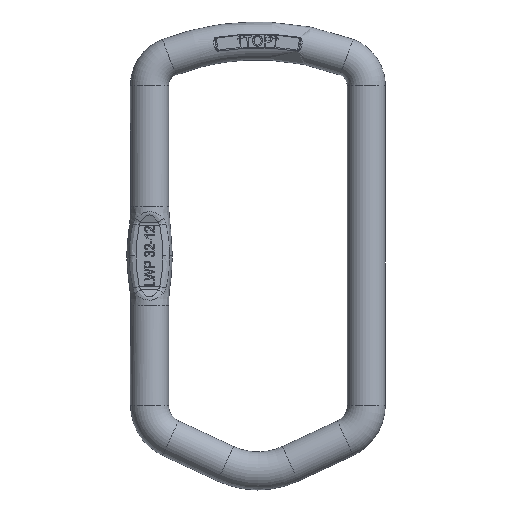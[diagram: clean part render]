
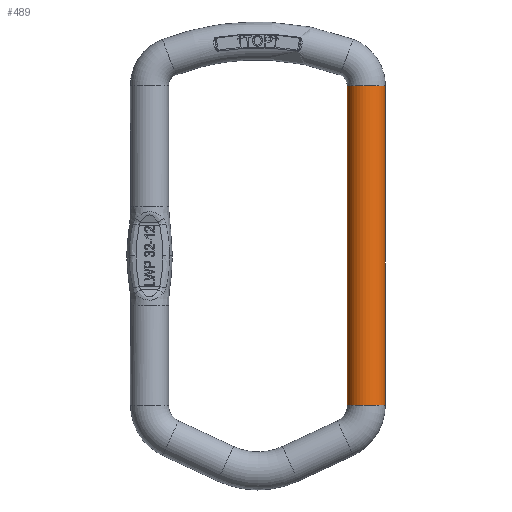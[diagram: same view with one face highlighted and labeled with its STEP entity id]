
A CAD part, front view. The second image highlights one B-rep face of the part: STEP entity #489.
In plain terms, the highlighted cylindrical face has radius 16.5 mm (diameter 33 mm), a full revolution.
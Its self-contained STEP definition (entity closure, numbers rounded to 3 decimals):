
#155=CYLINDRICAL_SURFACE('',#4756,16.5);
#444=CIRCLE('',#4753,16.5);
#445=CIRCLE('',#4755,16.5);
#489=ADVANCED_FACE('',(#918,#919),#155,.T.);
#918=FACE_BOUND('',#980,.T.);
#919=FACE_BOUND('',#981,.T.);
#980=EDGE_LOOP('',(#1894));
#981=EDGE_LOOP('',(#1895));
#1894=ORIENTED_EDGE('',*,*,#3648,.F.);
#1895=ORIENTED_EDGE('',*,*,#3647,.T.);
#3201=VERTEX_POINT('',#7532);
#3202=VERTEX_POINT('',#7535);
#3647=EDGE_CURVE('',#3201,#3201,#444,.T.);
#3648=EDGE_CURVE('',#3202,#3202,#445,.T.);
#4753=AXIS2_PLACEMENT_3D('',#7531,#5101,#5102);
#4755=AXIS2_PLACEMENT_3D('',#7534,#5105,#5106);
#4756=AXIS2_PLACEMENT_3D('',#7536,#5107,#5108);
#5101=DIRECTION('',(0.,0.,1.));
#5102=DIRECTION('',(0.,1.,0.));
#5105=DIRECTION('',(0.,0.,1.));
#5106=DIRECTION('',(0.,1.,0.));
#5107=DIRECTION('',(0.,0.,-1.));
#5108=DIRECTION('',(0.,1.,0.));
#7531=CARTESIAN_POINT('',(0.,94.,-129.474));
#7532=CARTESIAN_POINT('',(0.,110.5,-129.474));
#7534=CARTESIAN_POINT('',(0.,94.,147.606));
#7535=CARTESIAN_POINT('',(0.,110.5,147.606));
#7536=CARTESIAN_POINT('',(0.,94.,147.606));
